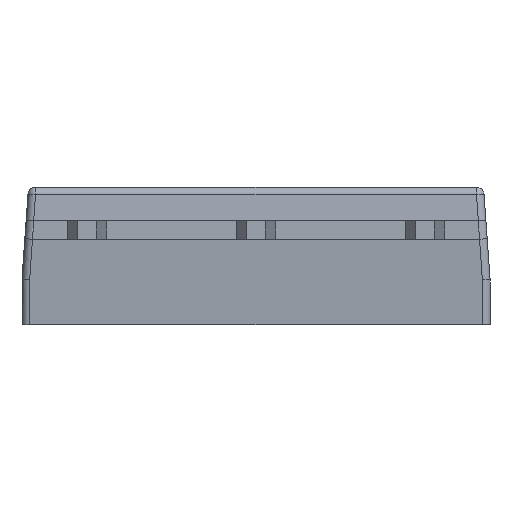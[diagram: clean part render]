
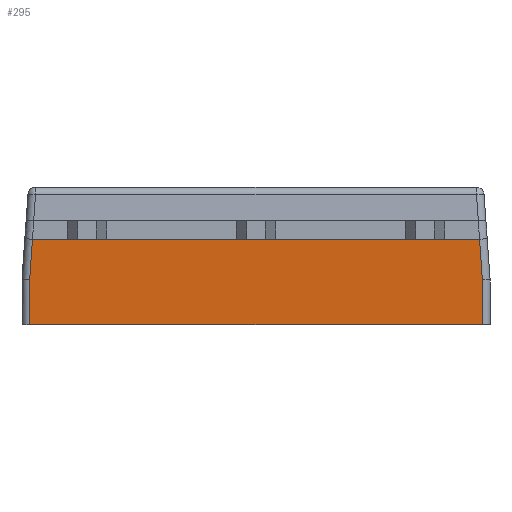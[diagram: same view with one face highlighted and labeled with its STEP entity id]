
A CAD part, front view. The second image highlights one B-rep face of the part: STEP entity #295.
In plain terms, the highlighted planar face has unit normal (0, -0.998, -0.07).
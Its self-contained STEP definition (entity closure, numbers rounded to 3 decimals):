
#183 = LINE ( 'NONE', #4532, #3475 ) ;
#285 = VERTEX_POINT ( 'NONE', #835 ) ;
#295 = ADVANCED_FACE ( 'NONE', ( #4701 ), #6540, .F. ) ;
#324 = VECTOR ( 'NONE', #3502, 1000. ) ;
#346 = CARTESIAN_POINT ( 'NONE',  ( -7.65, -6.425, 2.8 ) ) ;
#656 = CARTESIAN_POINT ( 'NONE',  ( -7.4, -6.229, 0. ) ) ;
#659 = VECTOR ( 'NONE', #3672, 1000. ) ;
#835 = CARTESIAN_POINT ( 'NONE',  ( 7.4, -6.332, 1.474 ) ) ;
#850 = ORIENTED_EDGE ( 'NONE', *, *, #7176, .T. ) ;
#977 = DIRECTION ( 'NONE',  ( -0.07, 0.07, -0.995 ) ) ;
#1012 = LINE ( 'NONE', #2856, #324 ) ;
#1115 = VECTOR ( 'NONE', #7657, 1000. ) ;
#1371 = CARTESIAN_POINT ( 'NONE',  ( -7.4, -6.332, 1.474 ) ) ;
#1490 = VERTEX_POINT ( 'NONE', #656 ) ;
#1641 = VERTEX_POINT ( 'NONE', #7834 ) ;
#2116 = EDGE_CURVE ( 'NONE', #4456, #1490, #3764, .T. ) ;
#2698 = DIRECTION ( 'NONE',  ( -0.07, -0.07, 0.995 ) ) ;
#2856 = CARTESIAN_POINT ( 'NONE',  ( 7.4, -6.334, 1.5 ) ) ;
#2883 = EDGE_CURVE ( 'NONE', #7659, #1490, #7900, .T. ) ;
#3287 = CARTESIAN_POINT ( 'NONE',  ( 7.4, -6.229, 0. ) ) ;
#3475 = VECTOR ( 'NONE', #2698, 1000. ) ;
#3502 = DIRECTION ( 'NONE',  ( 0., -0.07, 0.998 ) ) ;
#3672 = DIRECTION ( 'NONE',  ( 0., 0.07, -0.998 ) ) ;
#3764 = LINE ( 'NONE', #3808, #1115 ) ;
#3808 = CARTESIAN_POINT ( 'NONE',  ( 0., -6.229, 0. ) ) ;
#3924 = CARTESIAN_POINT ( 'NONE',  ( -7.65, -6.425, 2.8 ) ) ;
#4348 = VECTOR ( 'NONE', #977, 1000. ) ;
#4456 = VERTEX_POINT ( 'NONE', #3287 ) ;
#4532 = CARTESIAN_POINT ( 'NONE',  ( 7.235, -6.497, 3.836 ) ) ;
#4701 = FACE_OUTER_BOUND ( 'NONE', #5312, .T. ) ;
#4768 = VECTOR ( 'NONE', #6407, 1000. ) ;
#4860 = DIRECTION ( 'NONE',  ( 1., 0., 0. ) ) ;
#5005 = EDGE_CURVE ( 'NONE', #4456, #285, #1012, .T. ) ;
#5305 = LINE ( 'NONE', #6591, #4348 ) ;
#5312 = EDGE_LOOP ( 'NONE', ( #6274, #7320, #7047, #5465, #850, #5336 ) ) ;
#5336 = ORIENTED_EDGE ( 'NONE', *, *, #2883, .T. ) ;
#5447 = EDGE_CURVE ( 'NONE', #285, #1641, #183, .T. ) ;
#5465 = ORIENTED_EDGE ( 'NONE', *, *, #7412, .F. ) ;
#5836 = CARTESIAN_POINT ( 'NONE',  ( -7.307, -6.425, 2.8 ) ) ;
#6274 = ORIENTED_EDGE ( 'NONE', *, *, #2116, .F. ) ;
#6407 = DIRECTION ( 'NONE',  ( 1., 0., 0. ) ) ;
#6540 = PLANE ( 'NONE',  #6599 ) ;
#6591 = CARTESIAN_POINT ( 'NONE',  ( -7.309, -6.423, 2.776 ) ) ;
#6599 = AXIS2_PLACEMENT_3D ( 'NONE', #346, #7248, #4860 ) ;
#7037 = LINE ( 'NONE', #3924, #4768 ) ;
#7047 = ORIENTED_EDGE ( 'NONE', *, *, #5447, .T. ) ;
#7176 = EDGE_CURVE ( 'NONE', #7683, #7659, #5305, .T. ) ;
#7248 = DIRECTION ( 'NONE',  ( 0., 0.998, 0.07 ) ) ;
#7320 = ORIENTED_EDGE ( 'NONE', *, *, #5005, .T. ) ;
#7412 = EDGE_CURVE ( 'NONE', #7683, #1641, #7037, .T. ) ;
#7657 = DIRECTION ( 'NONE',  ( -1., 0., 0. ) ) ;
#7659 = VERTEX_POINT ( 'NONE', #1371 ) ;
#7683 = VERTEX_POINT ( 'NONE', #5836 ) ;
#7834 = CARTESIAN_POINT ( 'NONE',  ( 7.307, -6.425, 2.8 ) ) ;
#7900 = LINE ( 'NONE', #7937, #659 ) ;
#7937 = CARTESIAN_POINT ( 'NONE',  ( -7.4, -6.229, 0. ) ) ;
